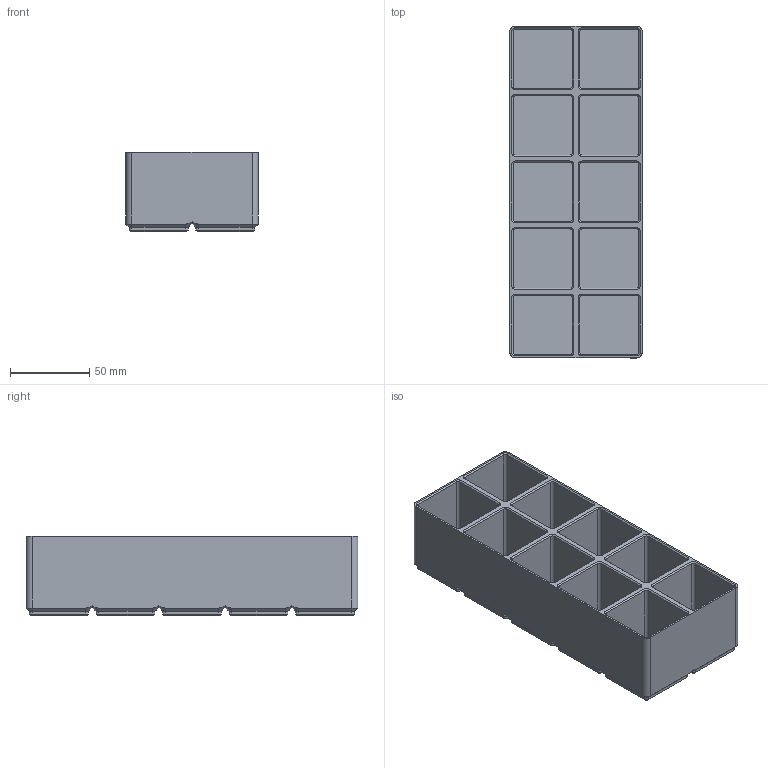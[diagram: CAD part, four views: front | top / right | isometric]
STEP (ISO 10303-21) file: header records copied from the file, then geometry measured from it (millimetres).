
FILE_DESCRIPTION(('Creo Elements/Direct Modeling STEP Export'),'2;1');
FILE_NAME('Gridfinity-2x5x50-01.stp','2022-11-06T18:39:59',(''),(''),'Creo Elements/Direct Modeling STEP processor for AP214 (Solid Model)','Creo Elements/Direct Modeling 20.3A 20-Jun-2020 (C) Parametric Technology GmbH','');
FILE_SCHEMA(('AUTOMOTIVE_DESIGN { 1 0 10303 214 1 1 1 1 }'));
Length unit declared in the file: millimetre
Products named in the file (2): 2x5x50-01
Assembly tree (1 placements, depth 2):
  2x5x50-01
    2x5x50-01
Bounding box: 83.5 x 209.5 x 50 mm (x, y, z)
Volume: 251416.5 mm3; surface area: 131338 mm2
Topology: 1 solids, 1 shells, 669 faces, 1453 edges, 876 vertices
Faces by surface type: plane 305, cylinder 244, cone 120
Entity records: 19933 total; most frequent: CARTESIAN_POINT 5603, DIRECTION 2967, ORIENTED_EDGE 2906, EDGE_CURVE 1453, AXIS2_PLACEMENT_3D 1064, VERTEX_POINT 876, VECTOR 839, LINE 839
